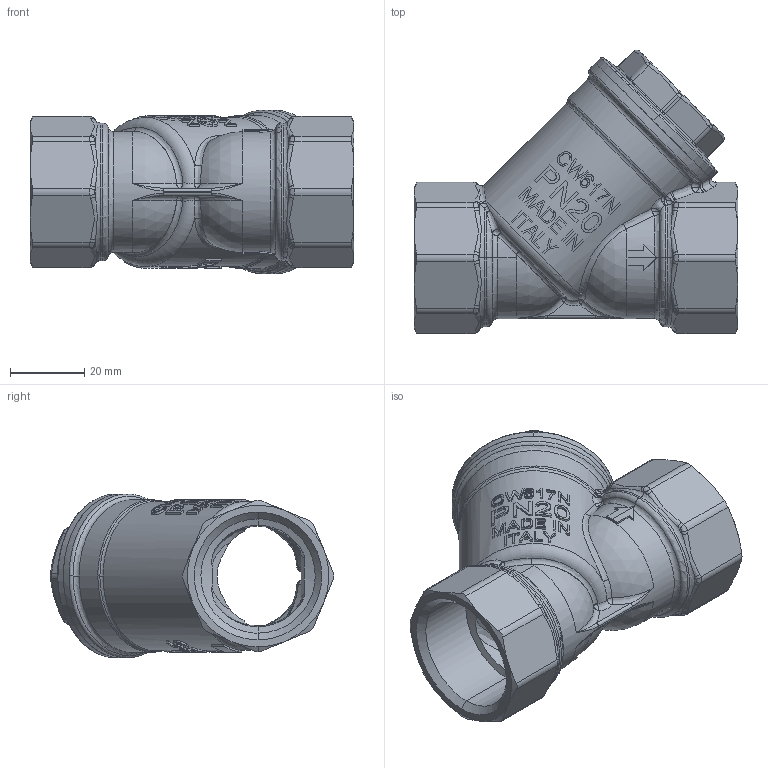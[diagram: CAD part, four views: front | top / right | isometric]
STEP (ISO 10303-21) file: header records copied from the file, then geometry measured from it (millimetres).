
FILE_DESCRIPTION (( 'STEP AP214' ), '1' );
FILE_NAME ('IT-STRAIN19206.STEP', '2018-09-24T08:23:43', ( '' ), ( '' ), 'SwSTEP 2.0', 'SolidWorks 2018', '' );
FILE_SCHEMA (( 'AUTOMOTIVE_DESIGN' ));
Length unit declared in the file: millimetre
Products named in the file (1): IT-STRAIN19206
Bounding box: 87 x 76.19 x 44 mm (x, y, z)
Surface area: 22364.5 mm2 (no closed solid volume)
Topology: 0 solids, 1 shells, 721 faces, 1855 edges, 1151 vertices
Faces by surface type: plane 252, bspline 235, cylinder 105, cone 56, torus 51, sphere 22
Entity records: 39903 total; most frequent: CARTESIAN_POINT 27245, ORIENTED_EDGE 3643, EDGE_CURVE 1831, B_SPLINE_CURVE_WITH_KNOTS 1714, VERTEX_POINT 1151, DIRECTION 974, EDGE_LOOP 762, ADVANCED_FACE 721
